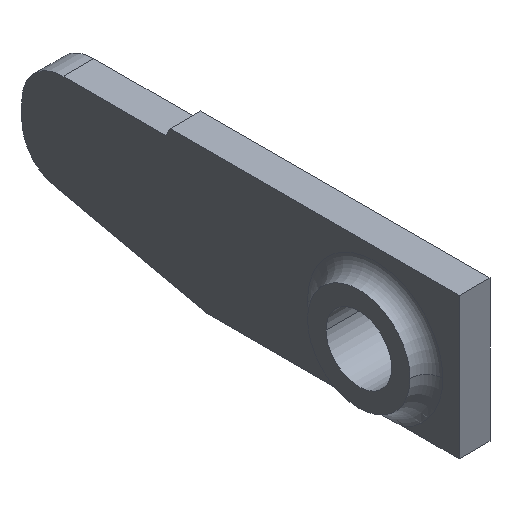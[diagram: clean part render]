
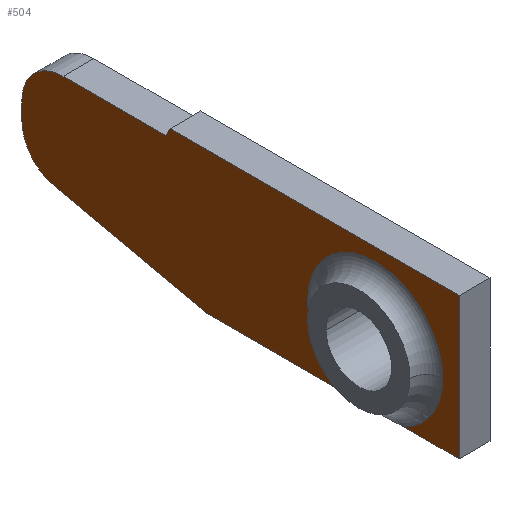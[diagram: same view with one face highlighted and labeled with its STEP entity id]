
A CAD part, isometric view. The second image highlights one B-rep face of the part: STEP entity #504.
In plain terms, the highlighted planar face has unit normal (-1, 0, 0).
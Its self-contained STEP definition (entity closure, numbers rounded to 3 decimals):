
#63=CARTESIAN_POINT('Vertex',(-6.5,-401.1,-2.5)) ;
#77=CARTESIAN_POINT('Vertex',(-6.5,-401.1,4.4)) ;
#80=CARTESIAN_POINT('Line Origine',(-6.5,-401.1,0.95)) ;
#108=CARTESIAN_POINT('Vertex',(-6.5,-387.,4.4)) ;
#111=CARTESIAN_POINT('Line Origine',(-6.5,-394.05,4.4)) ;
#134=CARTESIAN_POINT('Vertex',(-6.5,-381.335,-0.848)) ;
#148=CARTESIAN_POINT('Vertex',(-6.5,-388.769,-2.5)) ;
#151=CARTESIAN_POINT('Line Origine',(-6.5,-384.269,-1.5)) ;
#181=CARTESIAN_POINT('Vertex',(-6.5,-379.769,1.104)) ;
#184=CARTESIAN_POINT('Line Origine',(-6.5,-379.769,1.552)) ;
#188=CARTESIAN_POINT('Vertex',(-6.5,-379.769,2.)) ;
#208=CARTESIAN_POINT('Axis2P3D Location',(-6.5,-381.769,1.104)) ;
#241=CARTESIAN_POINT('Vertex',(-6.5,-386.769,4.)) ;
#244=CARTESIAN_POINT('Line Origine',(-6.5,-386.885,4.2)) ;
#261=CARTESIAN_POINT('Line Origine',(-6.5,-384.269,4.)) ;
#265=CARTESIAN_POINT('Vertex',(-6.5,-381.769,4.)) ;
#292=CARTESIAN_POINT('Axis2P3D Location',(-6.5,-381.769,2.)) ;
#441=CARTESIAN_POINT('Vertex',(-6.5,-398.375,-2.5)) ;
#443=CARTESIAN_POINT('Vertex',(-6.5,-395.625,-2.5)) ;
#446=CARTESIAN_POINT('Line Origine',(-6.5,-392.197,-2.5)) ;
#451=CARTESIAN_POINT('Line Origine',(-6.5,-399.737,-2.5)) ;
#465=CARTESIAN_POINT('Axis2P3D Location',(-6.5,0.,0.)) ;
#470=CARTESIAN_POINT('Axis2P3D Location',(-6.5,-397.,0.5)) ;
#474=CARTESIAN_POINT('Vertex',(-6.5,-393.7,0.5)) ;
#477=CARTESIAN_POINT('Axis2P3D Location',(-6.5,-397.,0.5)) ;
#481=CARTESIAN_POINT('Vertex',(-6.5,-400.3,0.5)) ;
#484=CARTESIAN_POINT('Axis2P3D Location',(-6.5,-397.,0.5)) ;
#81=DIRECTION('Vector Direction',(0.,0.,1.)) ;
#112=DIRECTION('Vector Direction',(0.,1.,0.)) ;
#152=DIRECTION('Vector Direction',(0.,0.976,0.217)) ;
#185=DIRECTION('Vector Direction',(0.,0.,-1.)) ;
#209=DIRECTION('Axis2P3D Direction',(1.,0.,0.)) ;
#245=DIRECTION('Vector Direction',(0.,0.5,-0.866)) ;
#262=DIRECTION('Vector Direction',(0.,1.,0.)) ;
#293=DIRECTION('Axis2P3D Direction',(-1.,0.,0.)) ;
#447=DIRECTION('Vector Direction',(0.,-1.,0.)) ;
#452=DIRECTION('Vector Direction',(0.,-1.,0.)) ;
#466=DIRECTION('Axis2P3D Direction',(-1.,-0.,0.)) ;
#467=DIRECTION('Axis2P3D XDirection',(0.,-1.,0.)) ;
#471=DIRECTION('Axis2P3D Direction',(-1.,-0.,0.)) ;
#478=DIRECTION('Axis2P3D Direction',(-1.,-0.,0.)) ;
#485=DIRECTION('Axis2P3D Direction',(-1.,-0.,0.)) ;
#210=AXIS2_PLACEMENT_3D('Circle Axis2P3D',#208,#209,$) ;
#294=AXIS2_PLACEMENT_3D('Circle Axis2P3D',#292,#293,$) ;
#468=AXIS2_PLACEMENT_3D('Plane Axis2P3D',#465,#466,#467) ;
#472=AXIS2_PLACEMENT_3D('Circle Axis2P3D',#470,#471,$) ;
#479=AXIS2_PLACEMENT_3D('Circle Axis2P3D',#477,#478,$) ;
#486=AXIS2_PLACEMENT_3D('Circle Axis2P3D',#484,#485,$) ;
#490=ORIENTED_EDGE('',*,*,#455,.T.) ;
#491=ORIENTED_EDGE('',*,*,#84,.T.) ;
#492=ORIENTED_EDGE('',*,*,#115,.T.) ;
#493=ORIENTED_EDGE('',*,*,#248,.T.) ;
#494=ORIENTED_EDGE('',*,*,#267,.T.) ;
#495=ORIENTED_EDGE('',*,*,#296,.F.) ;
#496=ORIENTED_EDGE('',*,*,#190,.T.) ;
#497=ORIENTED_EDGE('',*,*,#212,.F.) ;
#498=ORIENTED_EDGE('',*,*,#155,.F.) ;
#499=ORIENTED_EDGE('',*,*,#450,.T.) ;
#500=ORIENTED_EDGE('',*,*,#476,.T.) ;
#501=ORIENTED_EDGE('',*,*,#483,.T.) ;
#502=ORIENTED_EDGE('',*,*,#488,.T.) ;
#82=VECTOR('Line Direction',#81,1.) ;
#113=VECTOR('Line Direction',#112,1.) ;
#153=VECTOR('Line Direction',#152,1.) ;
#186=VECTOR('Line Direction',#185,1.) ;
#246=VECTOR('Line Direction',#245,1.) ;
#263=VECTOR('Line Direction',#262,1.) ;
#448=VECTOR('Line Direction',#447,1.) ;
#453=VECTOR('Line Direction',#452,1.) ;
#504=ADVANCED_FACE('Corps principal',(#503),#469,.T.) ;
#211=CIRCLE('generated circle',#210,2.) ;
#295=CIRCLE('generated circle',#294,2.) ;
#473=CIRCLE('generated circle',#472,3.3) ;
#480=CIRCLE('generated circle',#479,3.3) ;
#487=CIRCLE('generated circle',#486,3.3) ;
#84=EDGE_CURVE('',#64,#78,#83,.T.) ;
#115=EDGE_CURVE('',#78,#109,#114,.T.) ;
#155=EDGE_CURVE('',#149,#135,#154,.T.) ;
#190=EDGE_CURVE('',#189,#182,#187,.T.) ;
#212=EDGE_CURVE('',#135,#182,#211,.T.) ;
#248=EDGE_CURVE('',#109,#242,#247,.T.) ;
#267=EDGE_CURVE('',#242,#266,#264,.T.) ;
#296=EDGE_CURVE('',#189,#266,#295,.F.) ;
#450=EDGE_CURVE('',#149,#444,#449,.T.) ;
#455=EDGE_CURVE('',#442,#64,#454,.T.) ;
#476=EDGE_CURVE('',#444,#475,#473,.F.) ;
#483=EDGE_CURVE('',#475,#482,#480,.F.) ;
#488=EDGE_CURVE('',#482,#442,#487,.F.) ;
#489=EDGE_LOOP('',(#490,#491,#492,#493,#494,#495,#496,#497,#498,#499,#500,#501,#502)) ;
#503=FACE_OUTER_BOUND('',#489,.T.) ;
#83=LINE('Line',#80,#82) ;
#114=LINE('Line',#111,#113) ;
#154=LINE('Line',#151,#153) ;
#187=LINE('Line',#184,#186) ;
#247=LINE('Line',#244,#246) ;
#264=LINE('Line',#261,#263) ;
#449=LINE('Line',#446,#448) ;
#454=LINE('Line',#451,#453) ;
#469=PLANE('',#468) ;
#64=VERTEX_POINT('',#63) ;
#78=VERTEX_POINT('',#77) ;
#109=VERTEX_POINT('',#108) ;
#135=VERTEX_POINT('',#134) ;
#149=VERTEX_POINT('',#148) ;
#182=VERTEX_POINT('',#181) ;
#189=VERTEX_POINT('',#188) ;
#242=VERTEX_POINT('',#241) ;
#266=VERTEX_POINT('',#265) ;
#442=VERTEX_POINT('',#441) ;
#444=VERTEX_POINT('',#443) ;
#475=VERTEX_POINT('',#474) ;
#482=VERTEX_POINT('',#481) ;
